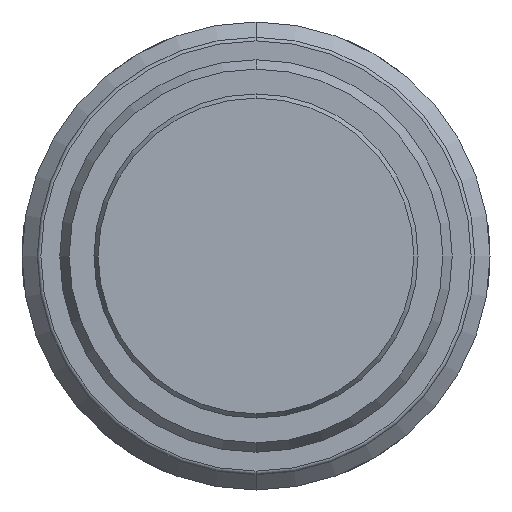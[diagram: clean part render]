
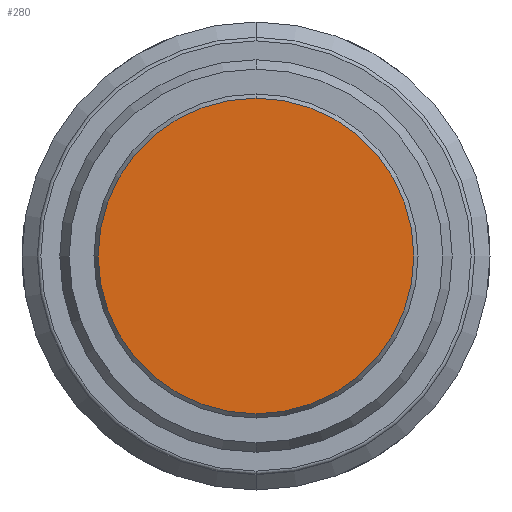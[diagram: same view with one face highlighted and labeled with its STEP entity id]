
A CAD part, front view. The second image highlights one B-rep face of the part: STEP entity #280.
In plain terms, the highlighted planar face has unit normal (0, -1, 0).
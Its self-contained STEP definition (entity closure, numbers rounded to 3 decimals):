
#76 = DIRECTION ( 'NONE',  ( 0., -1., 0. ) ) ;
#197 = DIRECTION ( 'NONE',  ( 0., -1., 0. ) ) ;
#262 = VERTEX_POINT ( 'NONE', #2536 ) ;
#280 = ADVANCED_FACE ( 'NONE', ( #3445 ), #627, .T. ) ;
#417 = CARTESIAN_POINT ( 'NONE',  ( 0., 1., 0. ) ) ;
#523 = ORIENTED_EDGE ( 'NONE', *, *, #635, .T. ) ;
#627 = PLANE ( 'NONE',  #3174 ) ;
#635 = EDGE_CURVE ( 'NONE', #262, #690, #2967, .T. ) ;
#687 = DIRECTION ( 'NONE',  ( 0., 0., -1. ) ) ;
#690 = VERTEX_POINT ( 'NONE', #2159 ) ;
#1056 = EDGE_CURVE ( 'NONE', #690, #262, #1474, .T. ) ;
#1474 = CIRCLE ( 'NONE', #1605, 8.77 ) ;
#1605 = AXIS2_PLACEMENT_3D ( 'NONE', #417, #2343, #687 ) ;
#1721 = EDGE_LOOP ( 'NONE', ( #523, #2192 ) ) ;
#1850 = CARTESIAN_POINT ( 'NONE',  ( 0., 1., 0. ) ) ;
#2006 = DIRECTION ( 'NONE',  ( 0., 0., -1. ) ) ;
#2130 = DIRECTION ( 'NONE',  ( 0., 0., -1. ) ) ;
#2159 = CARTESIAN_POINT ( 'NONE',  ( 0., 1., -8.77 ) ) ;
#2192 = ORIENTED_EDGE ( 'NONE', *, *, #1056, .T. ) ;
#2343 = DIRECTION ( 'NONE',  ( 0., -1., 0. ) ) ;
#2536 = CARTESIAN_POINT ( 'NONE',  ( 0., 1., 8.77 ) ) ;
#2660 = AXIS2_PLACEMENT_3D ( 'NONE', #1850, #197, #2130 ) ;
#2967 = CIRCLE ( 'NONE', #2660, 8.77 ) ;
#3107 = CARTESIAN_POINT ( 'NONE',  ( 0., 1., 0. ) ) ;
#3174 = AXIS2_PLACEMENT_3D ( 'NONE', #3107, #76, #2006 ) ;
#3445 = FACE_OUTER_BOUND ( 'NONE', #1721, .T. ) ;
